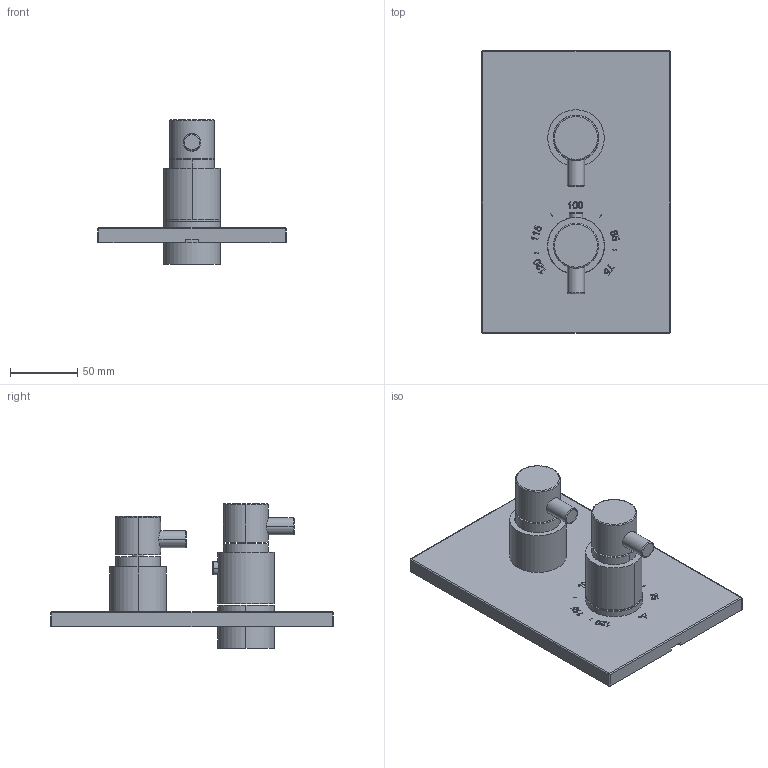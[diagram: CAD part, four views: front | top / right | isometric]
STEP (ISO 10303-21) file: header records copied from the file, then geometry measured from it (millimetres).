
FILE_DESCRIPTION((''),'2;1');
FILE_NAME('3-1503TS_ASM','2016-04-01T',('rsmith'),(''),'PRO/ENGINEER BY PARAMETRIC TECHNOLOGY CORPORATION, 2013150','PRO/ENGINEER BY PARAMETRIC TECHNOLOGY CORPORATION, 2013150','');
FILE_SCHEMA(('CONFIG_CONTROL_DESIGN'));
Length unit declared in the file: inch
Products named in the file (24): 12349_AF1; H-78_2_FEET_AF12; 91678; 2-999_AF1_ASM; 12368; 91249; 91080; 2-996_ASM; 91308; 12348; 12345_AF12; 12354; 12353; 92137; 91246; 92849; 2-998_ASM; 92113; 11016; 92005; 11058; 91255; 2-354_ASM; 3-1503TS_ASM
Assembly tree (25 placements, depth 3):
  3-1503TS_ASM
    2-999_AF1_ASM
      12349_AF1
      H-78_2_FEET_AF12
      91678
    2-996_ASM
      12368
      91249
      91080
    91308
    12348
    12345_AF12
    2-998_ASM
      12354
      12353
      92137
      91246
      92849
    92113  x2
    2-354_ASM  x2
      11016
      92005
      11058
      91255
Bounding box: 139.7 x 209.55 x 107.13 mm (x, y, z)
Volume: 196898.2 mm3; surface area: 240810 mm2
Topology: 24 solids, 39 shells, 2305 faces, 6021 edges, 3867 vertices
Faces by surface type: plane 837, cylinder 683, extrusion 358, bspline 186, cone 143, torus 74, sphere 20, revolution 4
Entity records: 87852 total; most frequent: CARTESIAN_POINT 43990, ORIENTED_EDGE 9738, DIRECTION 7470, EDGE_CURVE 4889, VERTEX_POINT 3151, VECTOR 2532, AXIS2_PLACEMENT_3D 2467, LINE 2174
